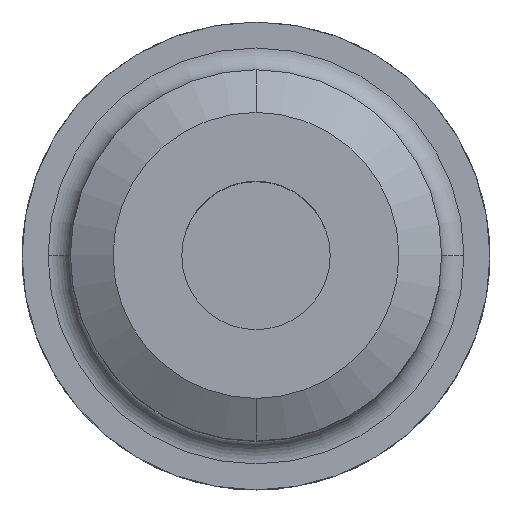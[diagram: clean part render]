
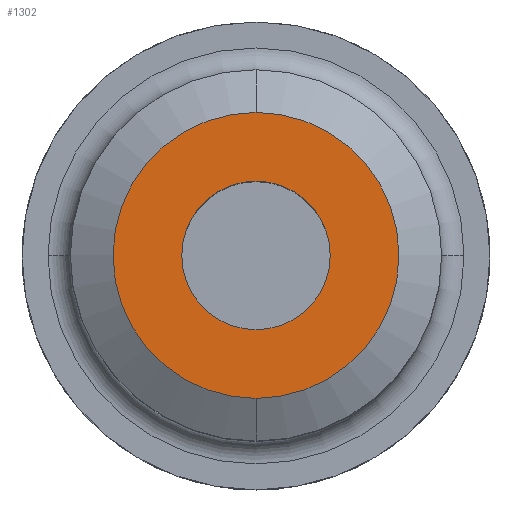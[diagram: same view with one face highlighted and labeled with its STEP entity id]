
A CAD part, top view. The second image highlights one B-rep face of the part: STEP entity #1302.
In plain terms, the highlighted planar face has unit normal (0, 0, 1).
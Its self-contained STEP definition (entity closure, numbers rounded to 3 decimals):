
#26 = EDGE_CURVE ( 'NONE', #1810, #1835, #1691, .T. ) ;
#80 = DIRECTION ( 'NONE',  ( 0., 1., 0. ) ) ;
#129 = DIRECTION ( 'NONE',  ( 0., 0., -1. ) ) ;
#269 = CARTESIAN_POINT ( 'NONE',  ( 0., 0., 70. ) ) ;
#286 = DIRECTION ( 'NONE',  ( 0., 1., 0. ) ) ;
#291 = CIRCLE ( 'NONE', #464, 19.25 ) ;
#355 = EDGE_CURVE ( 'NONE', #1835, #1810, #1635, .T. ) ;
#403 = DIRECTION ( 'NONE',  ( 0., 1., 0. ) ) ;
#433 = ORIENTED_EDGE ( 'NONE', *, *, #26, .T. ) ;
#464 = AXIS2_PLACEMENT_3D ( 'NONE', #1044, #856, #286 ) ;
#488 = VERTEX_POINT ( 'NONE', #1622 ) ;
#529 = DIRECTION ( 'NONE',  ( 0., 0., -1. ) ) ;
#616 = CARTESIAN_POINT ( 'NONE',  ( 0., 10., 70. ) ) ;
#685 = DIRECTION ( 'NONE',  ( 0., 0., 1. ) ) ;
#699 = EDGE_CURVE ( 'NONE', #488, #1040, #850, .T. ) ;
#726 = DIRECTION ( 'NONE',  ( 0., 0., -1. ) ) ;
#736 = FACE_BOUND ( 'NONE', #1838, .T. ) ;
#830 = EDGE_CURVE ( 'NONE', #1040, #488, #291, .T. ) ;
#850 = CIRCLE ( 'NONE', #1859, 19.25 ) ;
#856 = DIRECTION ( 'NONE',  ( 0., 0., -1. ) ) ;
#992 = DIRECTION ( 'NONE',  ( 0., 1., 0. ) ) ;
#1040 = VERTEX_POINT ( 'NONE', #1135 ) ;
#1044 = CARTESIAN_POINT ( 'NONE',  ( 0., 0., 70. ) ) ;
#1135 = CARTESIAN_POINT ( 'NONE',  ( 0., -19.25, 70. ) ) ;
#1204 = CARTESIAN_POINT ( 'NONE',  ( 0., -10., 70. ) ) ;
#1225 = AXIS2_PLACEMENT_3D ( 'NONE', #1596, #726, #403 ) ;
#1265 = PLANE ( 'NONE',  #1308 ) ;
#1302 = ADVANCED_FACE ( 'NONE', ( #736, #1512 ), #1265, .T. ) ;
#1308 = AXIS2_PLACEMENT_3D ( 'NONE', #1553, #685, #1703 ) ;
#1320 = EDGE_LOOP ( 'NONE', ( #1481, #1689 ) ) ;
#1439 = ORIENTED_EDGE ( 'NONE', *, *, #355, .T. ) ;
#1481 = ORIENTED_EDGE ( 'NONE', *, *, #699, .F. ) ;
#1512 = FACE_OUTER_BOUND ( 'NONE', #1320, .T. ) ;
#1553 = CARTESIAN_POINT ( 'NONE',  ( 0., 19.25, 70. ) ) ;
#1569 = AXIS2_PLACEMENT_3D ( 'NONE', #269, #129, #992 ) ;
#1596 = CARTESIAN_POINT ( 'NONE',  ( 0., 0., 70. ) ) ;
#1622 = CARTESIAN_POINT ( 'NONE',  ( 0., 19.25, 70. ) ) ;
#1635 = CIRCLE ( 'NONE', #1225, 10. ) ;
#1689 = ORIENTED_EDGE ( 'NONE', *, *, #830, .F. ) ;
#1691 = CIRCLE ( 'NONE', #1569, 10. ) ;
#1703 = DIRECTION ( 'NONE',  ( 0., -1., 0. ) ) ;
#1810 = VERTEX_POINT ( 'NONE', #616 ) ;
#1835 = VERTEX_POINT ( 'NONE', #1204 ) ;
#1836 = CARTESIAN_POINT ( 'NONE',  ( 0., 0., 70. ) ) ;
#1838 = EDGE_LOOP ( 'NONE', ( #433, #1439 ) ) ;
#1859 = AXIS2_PLACEMENT_3D ( 'NONE', #1836, #529, #80 ) ;
